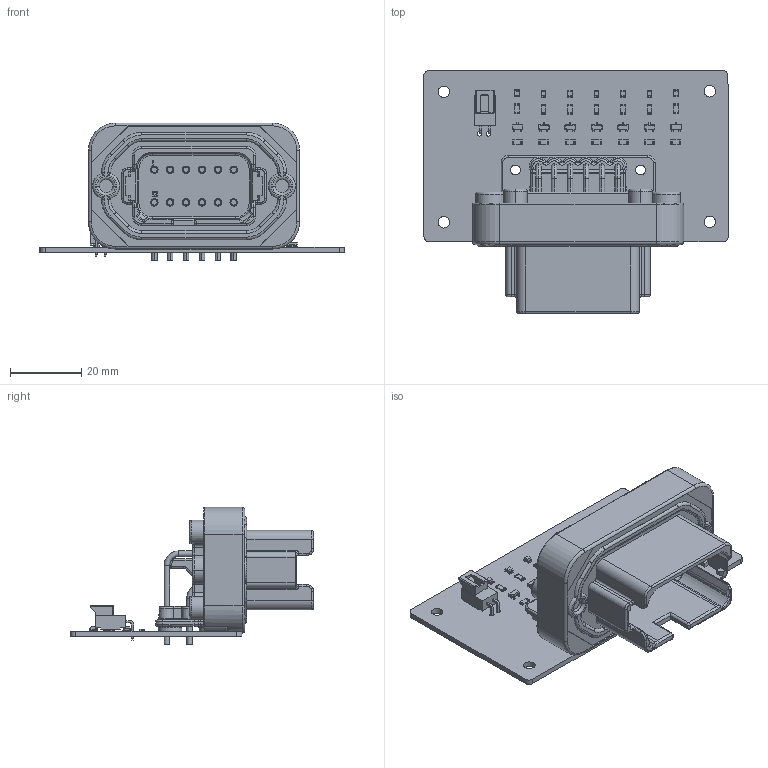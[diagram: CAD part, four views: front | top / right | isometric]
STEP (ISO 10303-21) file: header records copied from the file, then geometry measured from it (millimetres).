
FILE_DESCRIPTION(('KiCad electronic assembly'),'2;1');
FILE_NAME('TEST.step','2025-10-30T20:58:07',('Pcbnew'),('Kicad'), 'Open CASCADE STEP processor 7.9','KiCad to STEP converter','Unknown' );
FILE_SCHEMA(('AUTOMOTIVE_DESIGN { 1 0 10303 214 1 1 1 1 }'));
Length unit declared in the file: millimetre
Products named in the file (9): TEST 1; SOT-23; kicad_embedded_35069A601623F8439206DA54F16D80D0; SOLID; COMPOUND; kicad_embedded_478A410D62A585AC642C1581E8E2617C; R_0805_2012Metric; LED_0805_2012Metric; TEST_PCB
Assembly tree (33 placements, depth 3):
  TEST 1
    SOT-23  x7
    kicad_embedded_35069A601623F8439206DA54F16D80D0
      SOLID
      COMPOUND
    kicad_embedded_478A410D62A585AC642C1581E8E2617C
    R_0805_2012Metric  x14
    LED_0805_2012Metric  x7
    TEST_PCB
Bounding box: 85.35 x 68.19 x 38.63 mm (x, y, z)
Volume: 34648 mm3; surface area: 25311.7 mm2
Topology: 31 solids, 31 shells, 2360 faces, 6022 edges, 3785 vertices
Faces by surface type: plane 984, cylinder 573, bspline 525, torus 204, cone 64, sphere 10
Full cylindrical faces by diameter (mm): 1.245 x2, 1.56 x12, 1.854 x2, 3.2 x4, 6.6 x3
Entity records: 52321 total; most frequent: CARTESIAN_POINT 19322, DIRECTION 6717, ORIENTED_EDGE 6588, EDGE_CURVE 3294, AXIS2_PLACEMENT_3D 2518, VERTEX_POINT 2039, LINE 1681, VECTOR 1681
